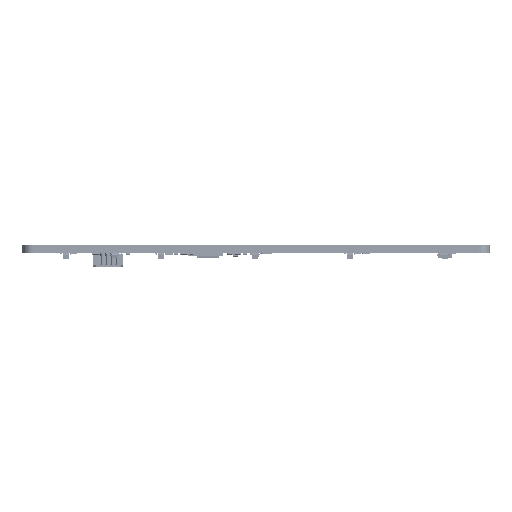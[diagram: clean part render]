
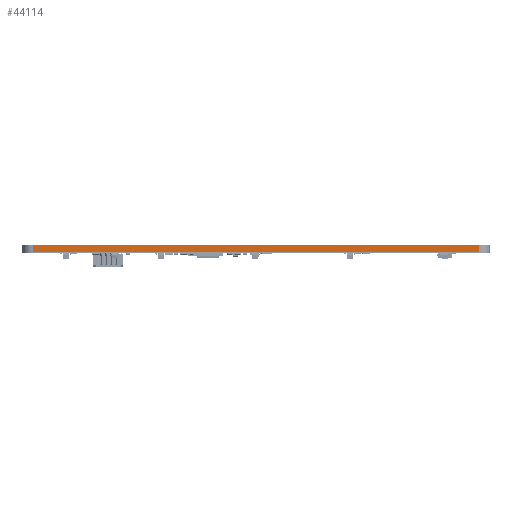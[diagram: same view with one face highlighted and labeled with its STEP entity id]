
A CAD part, left-side view. The second image highlights one B-rep face of the part: STEP entity #44114.
In plain terms, the highlighted planar face has unit normal (-1, 0, 0).
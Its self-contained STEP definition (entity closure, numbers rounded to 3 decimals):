
#2934=PLANE('',#47344);
#4431=FACE_OUTER_BOUND('',#6786,.T.);
#6786=EDGE_LOOP('',(#31482,#31483,#31484,#31485));
#10407=LINE('',#66377,#14438);
#10408=LINE('',#66380,#14439);
#10409=LINE('',#66382,#14440);
#10410=LINE('',#66383,#14441);
#14438=VECTOR('',#53058,10.);
#14439=VECTOR('',#53061,10.);
#14440=VECTOR('',#53062,10.);
#14441=VECTOR('',#53063,10.);
#20801=VERTEX_POINT('',#66373);
#20802=VERTEX_POINT('',#66375);
#20803=VERTEX_POINT('',#66379);
#20804=VERTEX_POINT('',#66381);
#25095=EDGE_CURVE('',#20801,#20802,#10407,.T.);
#25096=EDGE_CURVE('',#20803,#20801,#10408,.T.);
#25097=EDGE_CURVE('',#20804,#20802,#10409,.T.);
#25098=EDGE_CURVE('',#20803,#20804,#10410,.T.);
#31482=ORIENTED_EDGE('',*,*,#25096,.T.);
#31483=ORIENTED_EDGE('',*,*,#25095,.T.);
#31484=ORIENTED_EDGE('',*,*,#25097,.F.);
#31485=ORIENTED_EDGE('',*,*,#25098,.F.);
#44114=ADVANCED_FACE('',(#4431),#2934,.T.);
#47344=AXIS2_PLACEMENT_3D('',#66378,#53059,#53060);
#53058=DIRECTION('',(0.,0.,1.));
#53059=DIRECTION('center_axis',(-1.,0.,0.));
#53060=DIRECTION('ref_axis',(0.,-1.,0.));
#53061=DIRECTION('',(0.,-1.,0.));
#53062=DIRECTION('',(0.,-1.,0.));
#53063=DIRECTION('',(0.,0.,1.));
#66373=CARTESIAN_POINT('',(-9.,-83.07,0.));
#66375=CARTESIAN_POINT('',(-9.,-83.07,1.5));
#66377=CARTESIAN_POINT('',(-9.,-83.07,0.));
#66378=CARTESIAN_POINT('Origin',(-9.,6.63,0.));
#66379=CARTESIAN_POINT('',(-9.,6.63,0.));
#66380=CARTESIAN_POINT('',(-9.,6.63,0.));
#66381=CARTESIAN_POINT('',(-9.,6.63,1.5));
#66382=CARTESIAN_POINT('',(-9.,6.63,1.5));
#66383=CARTESIAN_POINT('',(-9.,6.63,0.));
